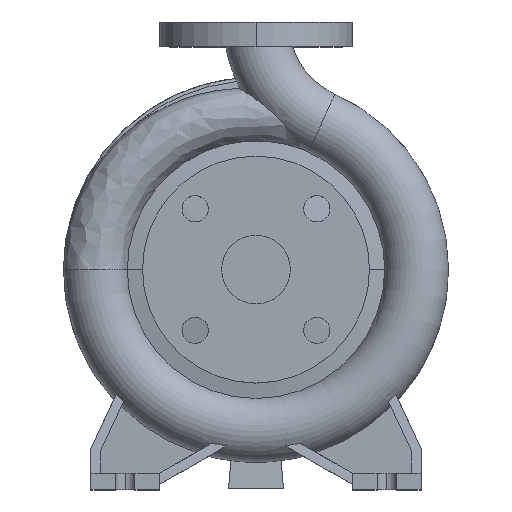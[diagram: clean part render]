
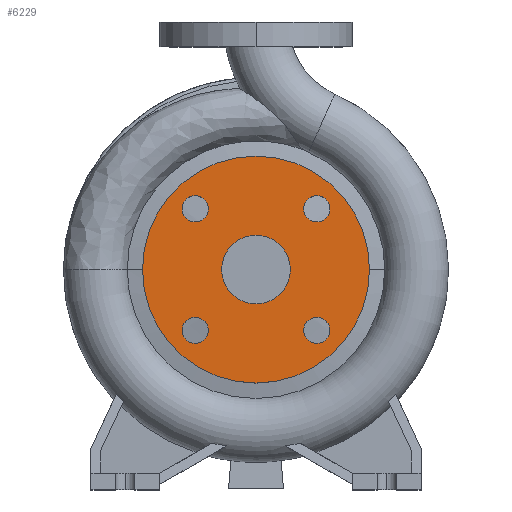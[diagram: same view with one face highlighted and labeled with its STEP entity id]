
A CAD part, top view. The second image highlights one B-rep face of the part: STEP entity #6229.
In plain terms, the highlighted planar face has unit normal (0, 0, 1).
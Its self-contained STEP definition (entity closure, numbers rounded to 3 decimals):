
#36 = CIRCLE ( 'NONE', #12398, 9.5 ) ;
#65 = CARTESIAN_POINT ( 'NONE',  ( 44.194, -44.194, 80. ) ) ;
#296 = VERTEX_POINT ( 'NONE', #7474 ) ;
#438 = CIRCLE ( 'NONE', #5607, 25. ) ;
#582 = EDGE_LOOP ( 'NONE', ( #6779, #12932 ) ) ;
#606 = EDGE_CURVE ( 'NONE', #7524, #6876, #8074, .T. ) ;
#663 = CIRCLE ( 'NONE', #8540, 9.5 ) ;
#1414 = EDGE_CURVE ( 'NONE', #8759, #2183, #663, .T. ) ;
#1625 = EDGE_LOOP ( 'NONE', ( #11688, #6136 ) ) ;
#2044 = AXIS2_PLACEMENT_3D ( 'NONE', #8504, #13696, #6252 ) ;
#2183 = VERTEX_POINT ( 'NONE', #7090 ) ;
#2204 = EDGE_CURVE ( 'NONE', #3584, #296, #10302, .T. ) ;
#2376 = DIRECTION ( 'NONE',  ( 0., 0., 1. ) ) ;
#2409 = CARTESIAN_POINT ( 'NONE',  ( -44.194, -44.194, 80. ) ) ;
#2449 = EDGE_CURVE ( 'NONE', #12484, #13241, #438, .T. ) ;
#2630 = EDGE_CURVE ( 'NONE', #13140, #12337, #12568, .T. ) ;
#2858 = CARTESIAN_POINT ( 'NONE',  ( 44.194, -44.194, 80. ) ) ;
#3417 = EDGE_CURVE ( 'NONE', #296, #3584, #3833, .T. ) ;
#3581 = CARTESIAN_POINT ( 'NONE',  ( -25., 0., 80. ) ) ;
#3584 = VERTEX_POINT ( 'NONE', #5924 ) ;
#3748 = DIRECTION ( 'NONE',  ( 1., 0., 0. ) ) ;
#3823 = ORIENTED_EDGE ( 'NONE', *, *, #2204, .F. ) ;
#3833 = CIRCLE ( 'NONE', #6533, 9.5 ) ;
#3850 = EDGE_CURVE ( 'NONE', #6643, #12786, #9682, .T. ) ;
#4215 = FACE_BOUND ( 'NONE', #8276, .T. ) ;
#4363 = CARTESIAN_POINT ( 'NONE',  ( -53.694, 44.194, 80. ) ) ;
#4456 = CARTESIAN_POINT ( 'NONE',  ( 25., 0., 80. ) ) ;
#4807 = CARTESIAN_POINT ( 'NONE',  ( 34.694, -44.194, 80. ) ) ;
#4961 = DIRECTION ( 'NONE',  ( 1., 0., 0. ) ) ;
#5112 = DIRECTION ( 'NONE',  ( -1., 0., 0. ) ) ;
#5303 = CARTESIAN_POINT ( 'NONE',  ( -34.694, 44.194, 80. ) ) ;
#5462 = DIRECTION ( 'NONE',  ( 1., 0., 0. ) ) ;
#5574 = EDGE_LOOP ( 'NONE', ( #10158, #8730 ) ) ;
#5607 = AXIS2_PLACEMENT_3D ( 'NONE', #9182, #6869, #7007 ) ;
#5709 = CIRCLE ( 'NONE', #7275, 9.5 ) ;
#5909 = DIRECTION ( 'NONE',  ( 1., 0., 0. ) ) ;
#5924 = CARTESIAN_POINT ( 'NONE',  ( 53.694, 44.194, 80. ) ) ;
#6032 = FACE_BOUND ( 'NONE', #6920, .T. ) ;
#6136 = ORIENTED_EDGE ( 'NONE', *, *, #12834, .T. ) ;
#6229 = ADVANCED_FACE ( 'NONE', ( #4215, #12728, #9348, #12511, #10394, #6032 ), #11594, .F. ) ;
#6252 = DIRECTION ( 'NONE',  ( 1., 0., 0. ) ) ;
#6297 = CARTESIAN_POINT ( 'NONE',  ( -44.194, 44.194, 80. ) ) ;
#6350 = DIRECTION ( 'NONE',  ( 0., 0., 1. ) ) ;
#6533 = AXIS2_PLACEMENT_3D ( 'NONE', #6694, #10982, #3748 ) ;
#6643 = VERTEX_POINT ( 'NONE', #7214 ) ;
#6694 = CARTESIAN_POINT ( 'NONE',  ( 44.194, 44.194, 80. ) ) ;
#6779 = ORIENTED_EDGE ( 'NONE', *, *, #10671, .F. ) ;
#6869 = DIRECTION ( 'NONE',  ( 0., 0., 1. ) ) ;
#6876 = VERTEX_POINT ( 'NONE', #13248 ) ;
#6920 = EDGE_LOOP ( 'NONE', ( #13777, #8847 ) ) ;
#6998 = EDGE_CURVE ( 'NONE', #12786, #6643, #5709, .T. ) ;
#7007 = DIRECTION ( 'NONE',  ( 1., 0., 0. ) ) ;
#7090 = CARTESIAN_POINT ( 'NONE',  ( 53.694, -44.194, 80. ) ) ;
#7095 = DIRECTION ( 'NONE',  ( 0., 0., -1. ) ) ;
#7125 = DIRECTION ( 'NONE',  ( 1., 0., 0. ) ) ;
#7214 = CARTESIAN_POINT ( 'NONE',  ( -53.694, -44.194, 80. ) ) ;
#7233 = DIRECTION ( 'NONE',  ( 0., 0., 1. ) ) ;
#7275 = AXIS2_PLACEMENT_3D ( 'NONE', #10287, #13452, #7125 ) ;
#7357 = DIRECTION ( 'NONE',  ( 0., 0., 1. ) ) ;
#7474 = CARTESIAN_POINT ( 'NONE',  ( 34.694, 44.194, 80. ) ) ;
#7524 = VERTEX_POINT ( 'NONE', #11231 ) ;
#7711 = AXIS2_PLACEMENT_3D ( 'NONE', #8499, #7095, #5112 ) ;
#7751 = DIRECTION ( 'NONE',  ( 0., 0., 1. ) ) ;
#7781 = CARTESIAN_POINT ( 'NONE',  ( -34.694, -44.194, 80. ) ) ;
#8074 = CIRCLE ( 'NONE', #13232, 82.5 ) ;
#8130 = DIRECTION ( 'NONE',  ( 1., 0., 0. ) ) ;
#8276 = EDGE_LOOP ( 'NONE', ( #11104, #13462 ) ) ;
#8390 = CARTESIAN_POINT ( 'NONE',  ( -44.194, 44.194, 80. ) ) ;
#8499 = CARTESIAN_POINT ( 'NONE',  ( 0., 82.5, 80. ) ) ;
#8504 = CARTESIAN_POINT ( 'NONE',  ( 0., 0., 80. ) ) ;
#8540 = AXIS2_PLACEMENT_3D ( 'NONE', #2858, #11635, #8130 ) ;
#8730 = ORIENTED_EDGE ( 'NONE', *, *, #11524, .F. ) ;
#8759 = VERTEX_POINT ( 'NONE', #4807 ) ;
#8847 = ORIENTED_EDGE ( 'NONE', *, *, #3850, .F. ) ;
#9025 = AXIS2_PLACEMENT_3D ( 'NONE', #10032, #2376, #5462 ) ;
#9182 = CARTESIAN_POINT ( 'NONE',  ( 0., 0., 80. ) ) ;
#9348 = FACE_BOUND ( 'NONE', #9409, .T. ) ;
#9409 = EDGE_LOOP ( 'NONE', ( #3823, #13074 ) ) ;
#9420 = AXIS2_PLACEMENT_3D ( 'NONE', #13286, #12304, #10192 ) ;
#9682 = CIRCLE ( 'NONE', #11928, 9.5 ) ;
#10032 = CARTESIAN_POINT ( 'NONE',  ( 0., 0., 80. ) ) ;
#10158 = ORIENTED_EDGE ( 'NONE', *, *, #2630, .F. ) ;
#10192 = DIRECTION ( 'NONE',  ( 1., 0., 0. ) ) ;
#10287 = CARTESIAN_POINT ( 'NONE',  ( -44.194, -44.194, 80. ) ) ;
#10302 = CIRCLE ( 'NONE', #9420, 9.5 ) ;
#10394 = FACE_OUTER_BOUND ( 'NONE', #1625, .T. ) ;
#10671 = EDGE_CURVE ( 'NONE', #13241, #12484, #10821, .T. ) ;
#10821 = CIRCLE ( 'NONE', #2044, 25. ) ;
#10982 = DIRECTION ( 'NONE',  ( 0., 0., 1. ) ) ;
#11104 = ORIENTED_EDGE ( 'NONE', *, *, #12040, .F. ) ;
#11231 = CARTESIAN_POINT ( 'NONE',  ( 82.5, 0., 80. ) ) ;
#11245 = AXIS2_PLACEMENT_3D ( 'NONE', #65, #11885, #12943 ) ;
#11438 = AXIS2_PLACEMENT_3D ( 'NONE', #6297, #7357, #4961 ) ;
#11524 = EDGE_CURVE ( 'NONE', #12337, #13140, #36, .T. ) ;
#11594 = PLANE ( 'NONE',  #7711 ) ;
#11635 = DIRECTION ( 'NONE',  ( 0., 0., 1. ) ) ;
#11688 = ORIENTED_EDGE ( 'NONE', *, *, #606, .T. ) ;
#11719 = CIRCLE ( 'NONE', #9025, 82.5 ) ;
#11885 = DIRECTION ( 'NONE',  ( 0., 0., 1. ) ) ;
#11928 = AXIS2_PLACEMENT_3D ( 'NONE', #2409, #7751, #12037 ) ;
#12037 = DIRECTION ( 'NONE',  ( 1., 0., 0. ) ) ;
#12040 = EDGE_CURVE ( 'NONE', #2183, #8759, #13698, .T. ) ;
#12304 = DIRECTION ( 'NONE',  ( 0., 0., 1. ) ) ;
#12337 = VERTEX_POINT ( 'NONE', #4363 ) ;
#12398 = AXIS2_PLACEMENT_3D ( 'NONE', #8390, #6350, #12819 ) ;
#12484 = VERTEX_POINT ( 'NONE', #3581 ) ;
#12511 = FACE_BOUND ( 'NONE', #582, .T. ) ;
#12568 = CIRCLE ( 'NONE', #11438, 9.5 ) ;
#12575 = CARTESIAN_POINT ( 'NONE',  ( 0., 0., 80. ) ) ;
#12728 = FACE_BOUND ( 'NONE', #5574, .T. ) ;
#12786 = VERTEX_POINT ( 'NONE', #7781 ) ;
#12819 = DIRECTION ( 'NONE',  ( 1., 0., 0. ) ) ;
#12834 = EDGE_CURVE ( 'NONE', #6876, #7524, #11719, .T. ) ;
#12932 = ORIENTED_EDGE ( 'NONE', *, *, #2449, .F. ) ;
#12943 = DIRECTION ( 'NONE',  ( 1., 0., 0. ) ) ;
#13074 = ORIENTED_EDGE ( 'NONE', *, *, #3417, .F. ) ;
#13140 = VERTEX_POINT ( 'NONE', #5303 ) ;
#13232 = AXIS2_PLACEMENT_3D ( 'NONE', #12575, #7233, #5909 ) ;
#13241 = VERTEX_POINT ( 'NONE', #4456 ) ;
#13248 = CARTESIAN_POINT ( 'NONE',  ( -82.5, 0., 80. ) ) ;
#13286 = CARTESIAN_POINT ( 'NONE',  ( 44.194, 44.194, 80. ) ) ;
#13452 = DIRECTION ( 'NONE',  ( 0., 0., 1. ) ) ;
#13462 = ORIENTED_EDGE ( 'NONE', *, *, #1414, .F. ) ;
#13696 = DIRECTION ( 'NONE',  ( 0., 0., 1. ) ) ;
#13698 = CIRCLE ( 'NONE', #11245, 9.5 ) ;
#13777 = ORIENTED_EDGE ( 'NONE', *, *, #6998, .F. ) ;
